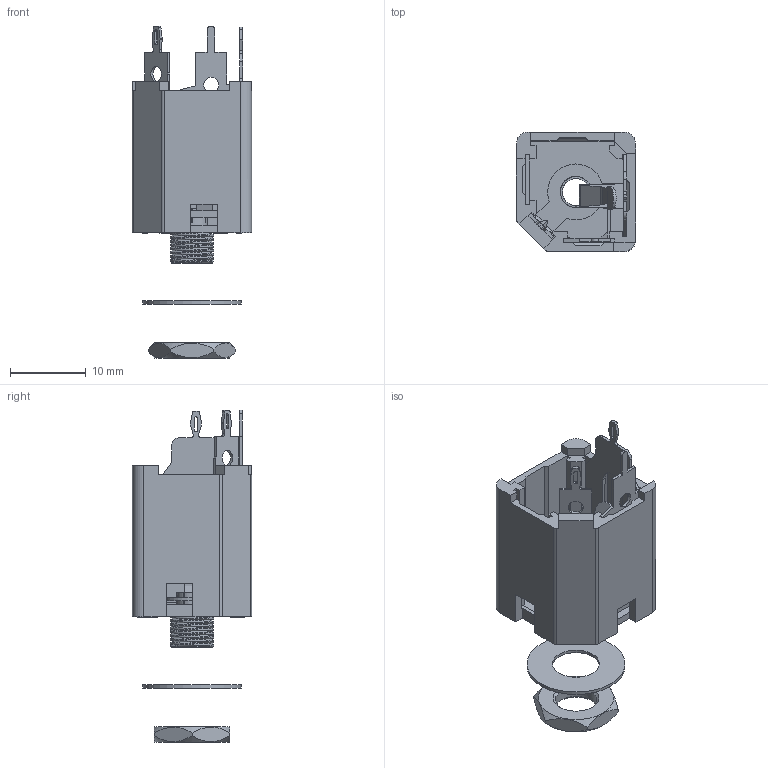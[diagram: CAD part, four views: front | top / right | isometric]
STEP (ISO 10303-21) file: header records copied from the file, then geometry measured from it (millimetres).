
FILE_DESCRIPTION(/* description */ (''),/* implementation_level */ '2;1');
FILE_NAME(/* name */ 'ACJM-MV35-2S.stp',/* time_stamp */ '2018-05-15T13:57:06+10:00',/* author */ ('minh'),/* organization */ (''),/* preprocessor_version */ 'ST-DEVELOPER v16.1',/* originating_system */ 'Autodesk Inventor 2016',/* authorisation */ '');
FILE_SCHEMA (('AUTOMOTIVE_DESIGN { 1 0 10303 214 3 1 1 }'));
Length unit declared in the file: inch
Products named in the file (1): ACJM-MV35-2S_Shrinkwrap_1
Bounding box: 15.76 x 15.76 x 43.9 mm (x, y, z)
Surface area: 4299.1 mm2 (no closed solid volume)
Topology: 0 solids, 20 shells, 234 faces, 1073 edges, 832 vertices
Faces by surface type: plane 186, cylinder 35, cone 6, sphere 5, bspline 2
Full cylindrical faces by diameter (mm): 2 x2, 3.6 x1, 4.1 x1, 5.459 x1, 6.2 x1, 13 x1
Entity records: 14604 total; most frequent: CARTESIAN_POINT 6139, ORIENTED_EDGE 1594, DIRECTION 1485, EDGE_CURVE 1044, VERTEX_POINT 819, LINE 779, VECTOR 779, AXIS2_PLACEMENT_3D 353
